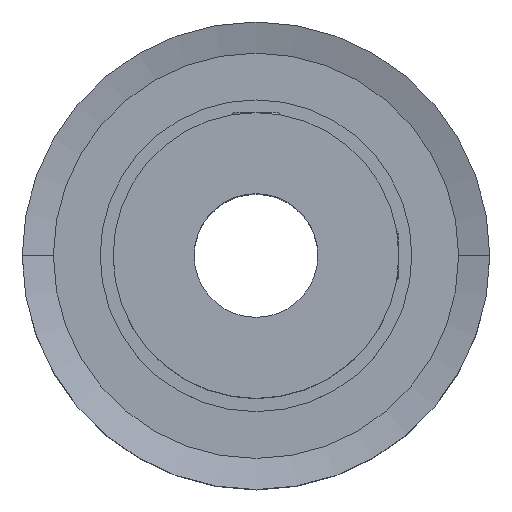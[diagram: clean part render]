
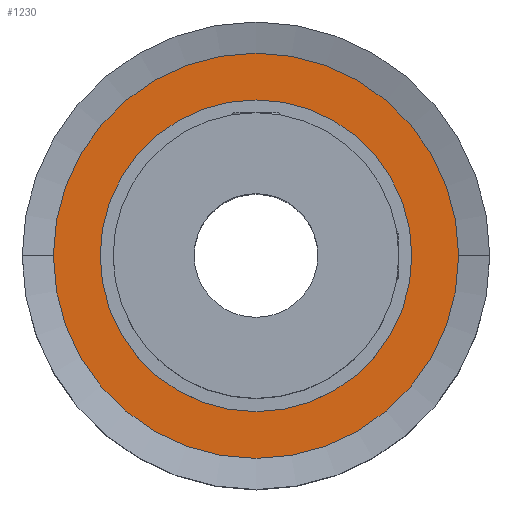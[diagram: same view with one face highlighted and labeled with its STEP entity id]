
A CAD part, top view. The second image highlights one B-rep face of the part: STEP entity #1230.
In plain terms, the highlighted planar face has unit normal (0, 0, 1).
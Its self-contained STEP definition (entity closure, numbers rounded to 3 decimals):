
#116 = CARTESIAN_POINT ( 'NONE',  ( 0., 0., 18.1 ) ) ;
#322 = AXIS2_PLACEMENT_3D ( 'NONE', #1897, #4058, #3583 ) ;
#327 = FACE_BOUND ( 'NONE', #2430, .T. ) ;
#429 = DIRECTION ( 'NONE',  ( 1., 0., 0. ) ) ;
#575 = AXIS2_PLACEMENT_3D ( 'NONE', #1192, #2132, #3415 ) ;
#633 = VERTEX_POINT ( 'NONE', #4185 ) ;
#854 = CARTESIAN_POINT ( 'NONE',  ( 0., 0., 18.1 ) ) ;
#886 = ORIENTED_EDGE ( 'NONE', *, *, #5498, .T. ) ;
#1192 = CARTESIAN_POINT ( 'NONE',  ( 0., 0., 18.1 ) ) ;
#1195 = VERTEX_POINT ( 'NONE', #3345 ) ;
#1230 = ADVANCED_FACE ( 'NONE', ( #4678, #327 ), #5097, .T. ) ;
#1403 = DIRECTION ( 'NONE',  ( 0., 0., 1. ) ) ;
#1699 = VERTEX_POINT ( 'NONE', #2087 ) ;
#1896 = ORIENTED_EDGE ( 'NONE', *, *, #5312, .F. ) ;
#1897 = CARTESIAN_POINT ( 'NONE',  ( 0., 0., 18.1 ) ) ;
#1942 = CIRCLE ( 'NONE', #575, 12. ) ;
#2087 = CARTESIAN_POINT ( 'NONE',  ( -12., 0., 18.1 ) ) ;
#2132 = DIRECTION ( 'NONE',  ( 0., 0., 1. ) ) ;
#2430 = EDGE_LOOP ( 'NONE', ( #3816, #1896 ) ) ;
#2992 = AXIS2_PLACEMENT_3D ( 'NONE', #3802, #3261, #5434 ) ;
#3200 = EDGE_LOOP ( 'NONE', ( #5585, #886 ) ) ;
#3244 = EDGE_CURVE ( 'NONE', #4594, #633, #5009, .T. ) ;
#3261 = DIRECTION ( 'NONE',  ( 0., 0., 1. ) ) ;
#3266 = CIRCLE ( 'NONE', #4716, 15.6 ) ;
#3345 = CARTESIAN_POINT ( 'NONE',  ( 12., 0., 18.1 ) ) ;
#3415 = DIRECTION ( 'NONE',  ( 1., 0., 0. ) ) ;
#3583 = DIRECTION ( 'NONE',  ( 1., 0., 0. ) ) ;
#3802 = CARTESIAN_POINT ( 'NONE',  ( 0., 0., 18.1 ) ) ;
#3816 = ORIENTED_EDGE ( 'NONE', *, *, #4591, .F. ) ;
#4014 = DIRECTION ( 'NONE',  ( 0., 0., 1. ) ) ;
#4039 = DIRECTION ( 'NONE',  ( 1., 0., 0. ) ) ;
#4058 = DIRECTION ( 'NONE',  ( 0., 0., 1. ) ) ;
#4170 = CIRCLE ( 'NONE', #5068, 12. ) ;
#4185 = CARTESIAN_POINT ( 'NONE',  ( -15.6, 0., 18.1 ) ) ;
#4591 = EDGE_CURVE ( 'NONE', #1195, #1699, #1942, .T. ) ;
#4594 = VERTEX_POINT ( 'NONE', #5441 ) ;
#4678 = FACE_OUTER_BOUND ( 'NONE', #3200, .T. ) ;
#4716 = AXIS2_PLACEMENT_3D ( 'NONE', #116, #4014, #4039 ) ;
#5009 = CIRCLE ( 'NONE', #322, 15.6 ) ;
#5068 = AXIS2_PLACEMENT_3D ( 'NONE', #854, #1403, #429 ) ;
#5097 = PLANE ( 'NONE',  #2992 ) ;
#5312 = EDGE_CURVE ( 'NONE', #1699, #1195, #4170, .T. ) ;
#5434 = DIRECTION ( 'NONE',  ( 1., 0., 0. ) ) ;
#5441 = CARTESIAN_POINT ( 'NONE',  ( 15.6, 0., 18.1 ) ) ;
#5498 = EDGE_CURVE ( 'NONE', #633, #4594, #3266, .T. ) ;
#5585 = ORIENTED_EDGE ( 'NONE', *, *, #3244, .T. ) ;
